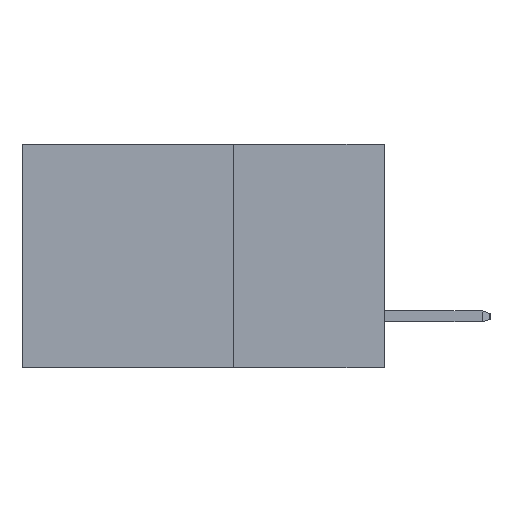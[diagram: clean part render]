
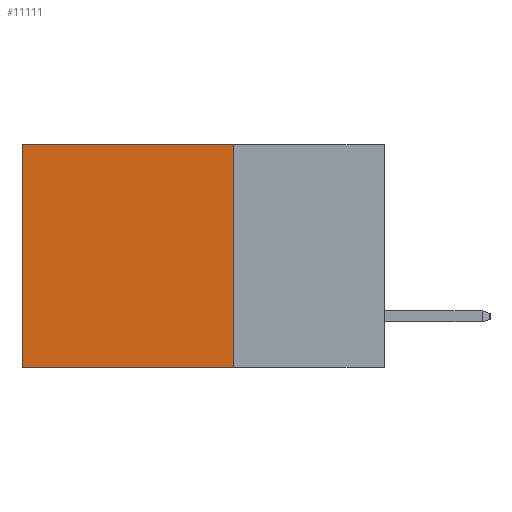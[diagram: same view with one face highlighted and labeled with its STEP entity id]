
A CAD part, left-side view. The second image highlights one B-rep face of the part: STEP entity #11111.
In plain terms, the highlighted planar face has unit normal (-1, 0, 0).
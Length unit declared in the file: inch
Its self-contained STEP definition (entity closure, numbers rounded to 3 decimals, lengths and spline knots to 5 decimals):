
#36 = EDGE_CURVE ( 'NONE', #22616, #3025, #17699, .T. ) ;
#644 = CARTESIAN_POINT ( 'NONE',  ( 0.2615, 0.25, -0.37 ) ) ;
#759 = CARTESIAN_POINT ( 'NONE',  ( 0.2615, 0.25, 0. ) ) ;
#937 = DIRECTION ( 'NONE',  ( 0., 1., 0. ) ) ;
#1239 = FACE_OUTER_BOUND ( 'NONE', #19956, .T. ) ;
#1554 = CARTESIAN_POINT ( 'NONE',  ( 0.2615, 0.25, -0.37 ) ) ;
#2889 = ORIENTED_EDGE ( 'NONE', *, *, #21420, .T. ) ;
#3025 = VERTEX_POINT ( 'NONE', #18069 ) ;
#3771 = LINE ( 'NONE', #6576, #22026 ) ;
#3891 = ORIENTED_EDGE ( 'NONE', *, *, #11196, .F. ) ;
#3903 = DIRECTION ( 'NONE',  ( 0., 0., -1. ) ) ;
#4474 = DIRECTION ( 'NONE',  ( 0., 0., -1. ) ) ;
#5870 = VECTOR ( 'NONE', #3903, 39.37008 ) ;
#6576 = CARTESIAN_POINT ( 'NONE',  ( 0.2615, 0.25, -0.37 ) ) ;
#6750 = AXIS2_PLACEMENT_3D ( 'NONE', #8890, #8886, #8652 ) ;
#6962 = DIRECTION ( 'NONE',  ( 0., 1., 0. ) ) ;
#8055 = ORIENTED_EDGE ( 'NONE', *, *, #36, .F. ) ;
#8652 = DIRECTION ( 'NONE',  ( 0., 0., -1. ) ) ;
#8886 = DIRECTION ( 'NONE',  ( 1., 0., 0. ) ) ;
#8890 = CARTESIAN_POINT ( 'NONE',  ( 0.2615, 0.25, -0.37 ) ) ;
#9273 = LINE ( 'NONE', #759, #22638 ) ;
#10106 = PLANE ( 'NONE',  #6750 ) ;
#10602 = LINE ( 'NONE', #18182, #5870 ) ;
#11111 = ADVANCED_FACE ( 'NONE', ( #1239 ), #10106, .F. ) ;
#11196 = EDGE_CURVE ( 'NONE', #16251, #22616, #3771, .T. ) ;
#12941 = VECTOR ( 'NONE', #6962, 39.37008 ) ;
#13662 = CARTESIAN_POINT ( 'NONE',  ( 0.2615, 0.6, 0. ) ) ;
#13757 = EDGE_CURVE ( 'NONE', #16251, #20448, #9273, .T. ) ;
#16251 = VERTEX_POINT ( 'NONE', #17792 ) ;
#17699 = LINE ( 'NONE', #644, #12941 ) ;
#17792 = CARTESIAN_POINT ( 'NONE',  ( 0.2615, 0.25, 0. ) ) ;
#18069 = CARTESIAN_POINT ( 'NONE',  ( 0.2615, 0.6, -0.37 ) ) ;
#18135 = ORIENTED_EDGE ( 'NONE', *, *, #13757, .T. ) ;
#18182 = CARTESIAN_POINT ( 'NONE',  ( 0.2615, 0.6, -0.37 ) ) ;
#19956 = EDGE_LOOP ( 'NONE', ( #2889, #8055, #3891, #18135 ) ) ;
#20448 = VERTEX_POINT ( 'NONE', #13662 ) ;
#21420 = EDGE_CURVE ( 'NONE', #20448, #3025, #10602, .T. ) ;
#22026 = VECTOR ( 'NONE', #4474, 39.37008 ) ;
#22616 = VERTEX_POINT ( 'NONE', #1554 ) ;
#22638 = VECTOR ( 'NONE', #937, 39.37008 ) ;
